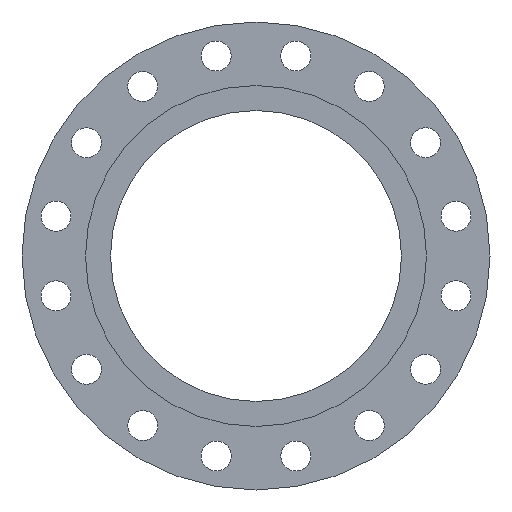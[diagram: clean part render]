
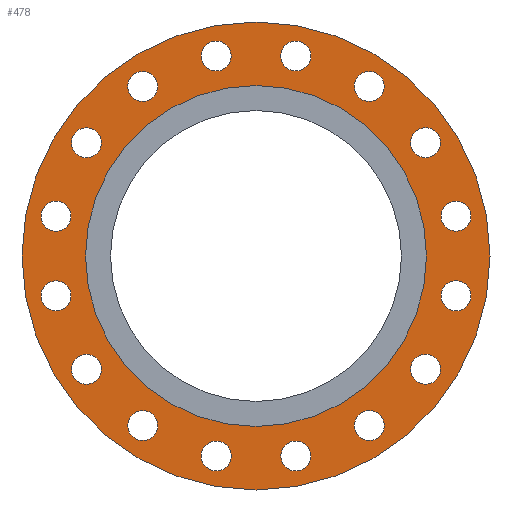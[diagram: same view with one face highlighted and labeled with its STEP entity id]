
A CAD part, front view. The second image highlights one B-rep face of the part: STEP entity #478.
In plain terms, the highlighted planar face has unit normal (0, -1, 0).
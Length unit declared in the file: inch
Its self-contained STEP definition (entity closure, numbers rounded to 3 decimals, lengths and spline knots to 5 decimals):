
#16=FACE_BOUND('',#100,.T.);
#17=FACE_BOUND('',#101,.T.);
#18=FACE_BOUND('',#102,.T.);
#19=FACE_BOUND('',#103,.T.);
#20=FACE_BOUND('',#104,.T.);
#21=FACE_BOUND('',#105,.T.);
#22=FACE_BOUND('',#106,.T.);
#23=FACE_BOUND('',#107,.T.);
#24=FACE_BOUND('',#108,.T.);
#25=FACE_BOUND('',#109,.T.);
#26=FACE_BOUND('',#110,.T.);
#27=FACE_BOUND('',#111,.T.);
#28=FACE_BOUND('',#112,.T.);
#29=FACE_BOUND('',#113,.T.);
#30=FACE_BOUND('',#114,.T.);
#31=FACE_BOUND('',#115,.T.);
#32=FACE_BOUND('',#116,.T.);
#52=PLANE('',#560);
#74=FACE_OUTER_BOUND('',#99,.T.);
#99=EDGE_LOOP('',(#393));
#100=EDGE_LOOP('',(#394));
#101=EDGE_LOOP('',(#395));
#102=EDGE_LOOP('',(#396));
#103=EDGE_LOOP('',(#397));
#104=EDGE_LOOP('',(#398));
#105=EDGE_LOOP('',(#399));
#106=EDGE_LOOP('',(#400));
#107=EDGE_LOOP('',(#401));
#108=EDGE_LOOP('',(#402));
#109=EDGE_LOOP('',(#403));
#110=EDGE_LOOP('',(#404));
#111=EDGE_LOOP('',(#405));
#112=EDGE_LOOP('',(#406));
#113=EDGE_LOOP('',(#407));
#114=EDGE_LOOP('',(#408));
#115=EDGE_LOOP('',(#409));
#116=EDGE_LOOP('',(#410));
#180=CIRCLE('',#507,0.56);
#182=CIRCLE('',#510,0.56);
#184=CIRCLE('',#513,0.56);
#186=CIRCLE('',#516,0.56);
#188=CIRCLE('',#519,0.56);
#190=CIRCLE('',#522,0.56);
#192=CIRCLE('',#525,0.56);
#194=CIRCLE('',#528,0.56);
#196=CIRCLE('',#531,0.56);
#198=CIRCLE('',#534,0.56);
#200=CIRCLE('',#537,0.56);
#202=CIRCLE('',#540,0.56);
#204=CIRCLE('',#543,0.56);
#206=CIRCLE('',#546,0.56);
#208=CIRCLE('',#549,0.56);
#210=CIRCLE('',#552,0.56);
#214=CIRCLE('',#559,6.375);
#215=CIRCLE('',#561,8.75);
#220=VERTEX_POINT('',#723);
#222=VERTEX_POINT('',#729);
#224=VERTEX_POINT('',#735);
#226=VERTEX_POINT('',#741);
#228=VERTEX_POINT('',#747);
#230=VERTEX_POINT('',#753);
#232=VERTEX_POINT('',#759);
#234=VERTEX_POINT('',#765);
#236=VERTEX_POINT('',#771);
#238=VERTEX_POINT('',#777);
#240=VERTEX_POINT('',#783);
#242=VERTEX_POINT('',#789);
#244=VERTEX_POINT('',#795);
#246=VERTEX_POINT('',#801);
#248=VERTEX_POINT('',#807);
#250=VERTEX_POINT('',#813);
#254=VERTEX_POINT('',#826);
#255=VERTEX_POINT('',#830);
#261=EDGE_CURVE('',#220,#220,#180,.T.);
#264=EDGE_CURVE('',#222,#222,#182,.T.);
#267=EDGE_CURVE('',#224,#224,#184,.T.);
#270=EDGE_CURVE('',#226,#226,#186,.T.);
#273=EDGE_CURVE('',#228,#228,#188,.T.);
#276=EDGE_CURVE('',#230,#230,#190,.T.);
#279=EDGE_CURVE('',#232,#232,#192,.T.);
#282=EDGE_CURVE('',#234,#234,#194,.T.);
#285=EDGE_CURVE('',#236,#236,#196,.T.);
#288=EDGE_CURVE('',#238,#238,#198,.T.);
#291=EDGE_CURVE('',#240,#240,#200,.T.);
#294=EDGE_CURVE('',#242,#242,#202,.T.);
#297=EDGE_CURVE('',#244,#244,#204,.T.);
#300=EDGE_CURVE('',#246,#246,#206,.T.);
#303=EDGE_CURVE('',#248,#248,#208,.T.);
#306=EDGE_CURVE('',#250,#250,#210,.T.);
#311=EDGE_CURVE('',#254,#254,#214,.T.);
#313=EDGE_CURVE('',#255,#255,#215,.T.);
#393=ORIENTED_EDGE('',*,*,#313,.F.);
#394=ORIENTED_EDGE('',*,*,#261,.T.);
#395=ORIENTED_EDGE('',*,*,#264,.T.);
#396=ORIENTED_EDGE('',*,*,#267,.T.);
#397=ORIENTED_EDGE('',*,*,#270,.T.);
#398=ORIENTED_EDGE('',*,*,#273,.T.);
#399=ORIENTED_EDGE('',*,*,#276,.T.);
#400=ORIENTED_EDGE('',*,*,#279,.T.);
#401=ORIENTED_EDGE('',*,*,#282,.T.);
#402=ORIENTED_EDGE('',*,*,#285,.T.);
#403=ORIENTED_EDGE('',*,*,#288,.T.);
#404=ORIENTED_EDGE('',*,*,#291,.T.);
#405=ORIENTED_EDGE('',*,*,#294,.T.);
#406=ORIENTED_EDGE('',*,*,#297,.T.);
#407=ORIENTED_EDGE('',*,*,#300,.T.);
#408=ORIENTED_EDGE('',*,*,#303,.T.);
#409=ORIENTED_EDGE('',*,*,#306,.T.);
#410=ORIENTED_EDGE('',*,*,#311,.T.);
#478=ADVANCED_FACE('',(#74,#16,#17,#18,#19,#20,#21,#22,#23,#24,#25,#26,
#27,#28,#29,#30,#31,#32),#52,.T.);
#507=AXIS2_PLACEMENT_3D('',#725,#576,#577);
#510=AXIS2_PLACEMENT_3D('',#731,#583,#584);
#513=AXIS2_PLACEMENT_3D('',#737,#590,#591);
#516=AXIS2_PLACEMENT_3D('',#743,#597,#598);
#519=AXIS2_PLACEMENT_3D('',#749,#604,#605);
#522=AXIS2_PLACEMENT_3D('',#755,#611,#612);
#525=AXIS2_PLACEMENT_3D('',#761,#618,#619);
#528=AXIS2_PLACEMENT_3D('',#767,#625,#626);
#531=AXIS2_PLACEMENT_3D('',#773,#632,#633);
#534=AXIS2_PLACEMENT_3D('',#779,#639,#640);
#537=AXIS2_PLACEMENT_3D('',#785,#646,#647);
#540=AXIS2_PLACEMENT_3D('',#791,#653,#654);
#543=AXIS2_PLACEMENT_3D('',#797,#660,#661);
#546=AXIS2_PLACEMENT_3D('',#803,#667,#668);
#549=AXIS2_PLACEMENT_3D('',#809,#674,#675);
#552=AXIS2_PLACEMENT_3D('',#815,#681,#682);
#559=AXIS2_PLACEMENT_3D('',#827,#696,#697);
#560=AXIS2_PLACEMENT_3D('',#829,#699,#700);
#561=AXIS2_PLACEMENT_3D('',#831,#701,#702);
#576=DIRECTION('center_axis',(0.,1.,0.));
#577=DIRECTION('ref_axis',(0.924,0.,0.383));
#583=DIRECTION('center_axis',(0.,1.,0.));
#584=DIRECTION('ref_axis',(0.707,0.,0.707));
#590=DIRECTION('center_axis',(0.,1.,0.));
#591=DIRECTION('ref_axis',(0.383,0.,0.924));
#597=DIRECTION('center_axis',(0.,1.,0.));
#598=DIRECTION('ref_axis',(0.,0.,1.));
#604=DIRECTION('center_axis',(0.,1.,0.));
#605=DIRECTION('ref_axis',(-0.383,0.,0.924));
#611=DIRECTION('center_axis',(0.,1.,0.));
#612=DIRECTION('ref_axis',(-0.707,0.,0.707));
#618=DIRECTION('center_axis',(0.,1.,0.));
#619=DIRECTION('ref_axis',(-0.924,0.,0.383));
#625=DIRECTION('center_axis',(0.,1.,0.));
#626=DIRECTION('ref_axis',(-1.,0.,0.));
#632=DIRECTION('center_axis',(0.,1.,0.));
#633=DIRECTION('ref_axis',(-0.924,0.,-0.383));
#639=DIRECTION('center_axis',(0.,1.,0.));
#640=DIRECTION('ref_axis',(-0.707,0.,-0.707));
#646=DIRECTION('center_axis',(0.,1.,0.));
#647=DIRECTION('ref_axis',(-0.383,0.,-0.924));
#653=DIRECTION('center_axis',(0.,1.,0.));
#654=DIRECTION('ref_axis',(0.,0.,-1.));
#660=DIRECTION('center_axis',(0.,1.,0.));
#661=DIRECTION('ref_axis',(0.383,0.,-0.924));
#667=DIRECTION('center_axis',(0.,1.,0.));
#668=DIRECTION('ref_axis',(0.707,0.,-0.707));
#674=DIRECTION('center_axis',(0.,1.,0.));
#675=DIRECTION('ref_axis',(0.924,0.,-0.383));
#681=DIRECTION('center_axis',(0.,1.,0.));
#682=DIRECTION('ref_axis',(1.,0.,0.));
#696=DIRECTION('center_axis',(0.,1.,0.));
#697=DIRECTION('ref_axis',(1.,0.,0.));
#699=DIRECTION('center_axis',(0.,-1.,0.));
#700=DIRECTION('ref_axis',(0.,0.,-1.));
#701=DIRECTION('center_axis',(0.,1.,0.));
#702=DIRECTION('ref_axis',(1.,0.,0.));
#723=CARTESIAN_POINT('',(3.71885,0.0625,-6.55426));
#725=CARTESIAN_POINT('Origin',(4.23622,0.0625,-6.33996));
#729=CARTESIAN_POINT('',(5.94398,0.0625,-4.6322));
#731=CARTESIAN_POINT('Origin',(6.33996,0.0625,-4.23622));
#735=CARTESIAN_POINT('',(7.26419,0.0625,-2.00494));
#737=CARTESIAN_POINT('Origin',(7.47849,0.0625,-1.48756));
#741=CARTESIAN_POINT('',(7.47849,0.0625,0.92756));
#743=CARTESIAN_POINT('Origin',(7.47849,0.0625,1.48756));
#747=CARTESIAN_POINT('',(6.55426,0.0625,3.71885));
#749=CARTESIAN_POINT('Origin',(6.33996,0.0625,4.23622));
#753=CARTESIAN_POINT('',(4.6322,0.0625,5.94398));
#755=CARTESIAN_POINT('Origin',(4.23622,0.0625,6.33996));
#759=CARTESIAN_POINT('',(2.00494,0.0625,7.26419));
#761=CARTESIAN_POINT('Origin',(1.48756,0.0625,7.47849));
#765=CARTESIAN_POINT('',(-0.92756,0.0625,7.47849));
#767=CARTESIAN_POINT('Origin',(-1.48756,0.0625,7.47849));
#771=CARTESIAN_POINT('',(-3.71885,0.0625,6.55426));
#773=CARTESIAN_POINT('Origin',(-4.23622,0.0625,6.33996));
#777=CARTESIAN_POINT('',(-5.94398,0.0625,4.6322));
#779=CARTESIAN_POINT('Origin',(-6.33996,0.0625,4.23622));
#783=CARTESIAN_POINT('',(-7.26419,0.0625,2.00494));
#785=CARTESIAN_POINT('Origin',(-7.47849,0.0625,1.48756));
#789=CARTESIAN_POINT('',(-7.47849,0.0625,-0.92756));
#791=CARTESIAN_POINT('Origin',(-7.47849,0.0625,-1.48756));
#795=CARTESIAN_POINT('',(-6.55426,0.0625,-3.71885));
#797=CARTESIAN_POINT('Origin',(-6.33996,0.0625,-4.23622));
#801=CARTESIAN_POINT('',(-4.6322,0.0625,-5.94398));
#803=CARTESIAN_POINT('Origin',(-4.23622,0.0625,-6.33996));
#807=CARTESIAN_POINT('',(-2.00494,0.0625,-7.26419));
#809=CARTESIAN_POINT('Origin',(-1.48756,0.0625,-7.47849));
#813=CARTESIAN_POINT('',(0.92756,0.0625,-7.47849));
#815=CARTESIAN_POINT('Origin',(1.48756,0.0625,-7.47849));
#826=CARTESIAN_POINT('',(6.375,0.0625,0.));
#827=CARTESIAN_POINT('Origin',(0.,0.0625,0.));
#829=CARTESIAN_POINT('Origin',(-8.75,0.0625,0.));
#830=CARTESIAN_POINT('',(8.75,0.0625,0.));
#831=CARTESIAN_POINT('Origin',(0.,0.0625,0.));
